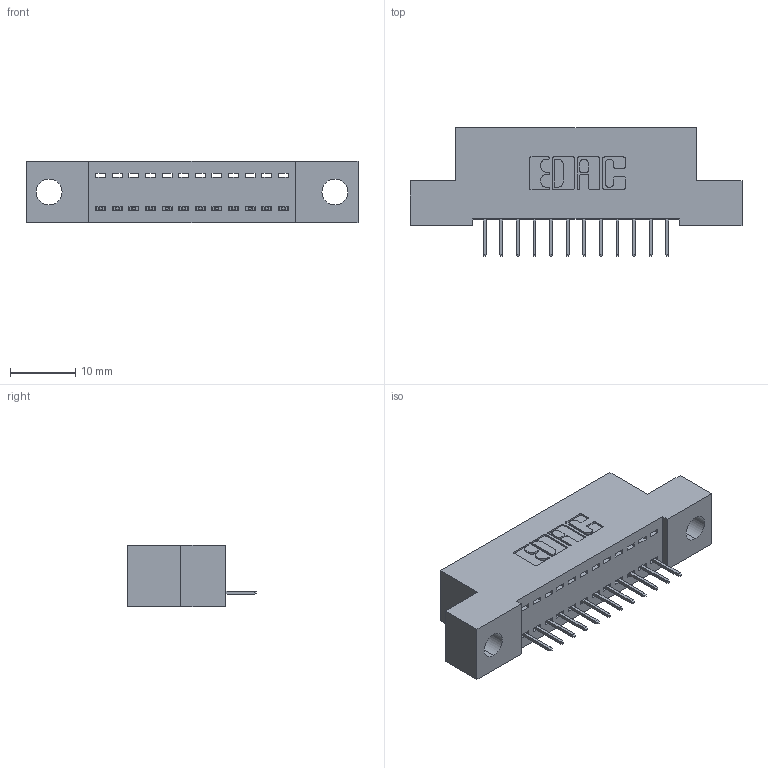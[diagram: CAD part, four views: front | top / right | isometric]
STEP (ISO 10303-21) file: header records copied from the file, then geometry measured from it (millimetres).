
FILE_DESCRIPTION (( 'STEP AP203' ), '1' );
FILE_NAME ('392-012-524-104.STEP', '2019-10-05T02:05:42', ( '' ), ( '' ), 'SwSTEP 2.0', 'SolidWorks 2016', '' );
FILE_SCHEMA (( 'CONFIG_CONTROL_DESIGN' ));
Length unit declared in the file: inch
Products named in the file (3): 342 Part_.156 TH; 345-292-001_345-293-124; 392-012-524-104
Assembly tree (13 placements, depth 2):
  392-012-524-104
    342 Part_.156 TH
    345-292-001_345-293-124  x12
Bounding box: 50.8 x 19.69 x 9.4 mm (x, y, z)
Volume: 4209.2 mm3; surface area: 5292.4 mm2
Topology: 13 solids, 13 shells, 854 faces, 2459 edges, 1590 vertices
Faces by surface type: plane 642, cylinder 212
Entity records: 11161 total; most frequent: CARTESIAN_POINT 1934, ORIENTED_EDGE 1882, DIRECTION 1693, EDGE_CURVE 941, VECTOR 817, LINE 817, VERTEX_POINT 622, AXIS2_PLACEMENT_3D 438
